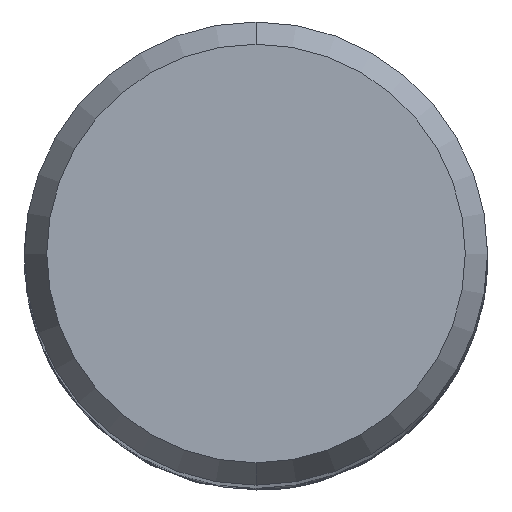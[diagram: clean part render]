
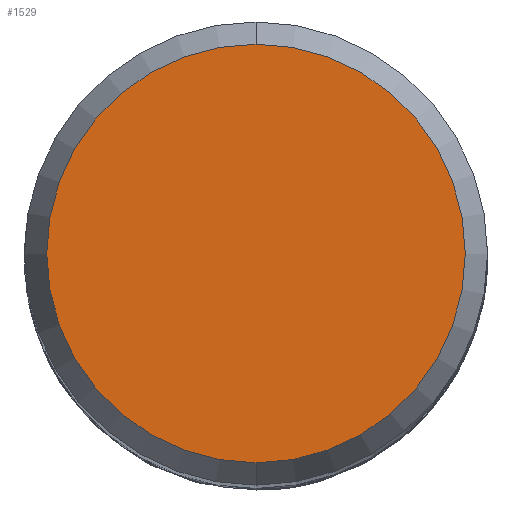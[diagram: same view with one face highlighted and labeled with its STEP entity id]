
A CAD part, top view. The second image highlights one B-rep face of the part: STEP entity #1529.
In plain terms, the highlighted planar face has unit normal (0, 0, 1).
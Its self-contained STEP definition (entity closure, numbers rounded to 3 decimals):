
#879=EDGE_CURVE('',#1523,#1241,#2295,.T.);
#1025=EDGE_CURVE('',#1241,#1523,#2459,.T.);
#1241=VERTEX_POINT('',#2690);
#1523=VERTEX_POINT('',#2995);
#1529=ADVANCED_FACE('',(#3003),#3004,.T.);
#2295=CIRCLE('',#5227,5.423);
#2459=CIRCLE('',#8806,5.423);
#2690=CARTESIAN_POINT('',(0.0,5.423,0.0));
#2995=CARTESIAN_POINT('',(0.,-5.423,0.0));
#3003=FACE_OUTER_BOUND('',#15299,.T.);
#3004=PLANE('',#15300);
#5227=AXIS2_PLACEMENT_3D('',#20982,#20983,#20984);
#8806=AXIS2_PLACEMENT_3D('',#21150,#21151,#21152);
#15299=EDGE_LOOP('',(#21619,#21620));
#15300=AXIS2_PLACEMENT_3D('',#21621,#21622,#21623);
#20982=CARTESIAN_POINT('',(0.0,0.0,0.0));
#20983=DIRECTION('',(0.0,0.0,-1.0));
#20984=DIRECTION('',(0.0,1.0,0.0));
#21150=CARTESIAN_POINT('',(0.0,0.0,0.0));
#21151=DIRECTION('',(0.0,0.0,-1.0));
#21152=DIRECTION('',(0.0,1.0,0.0));
#21619=ORIENTED_EDGE('',*,*,#1025,.F.);
#21620=ORIENTED_EDGE('',*,*,#879,.F.);
#21621=CARTESIAN_POINT('',(0.0,2.711,0.0));
#21622=DIRECTION('',(-0.0,0.0,1.0));
#21623=DIRECTION('',(0.0,-1.0,0.0));
